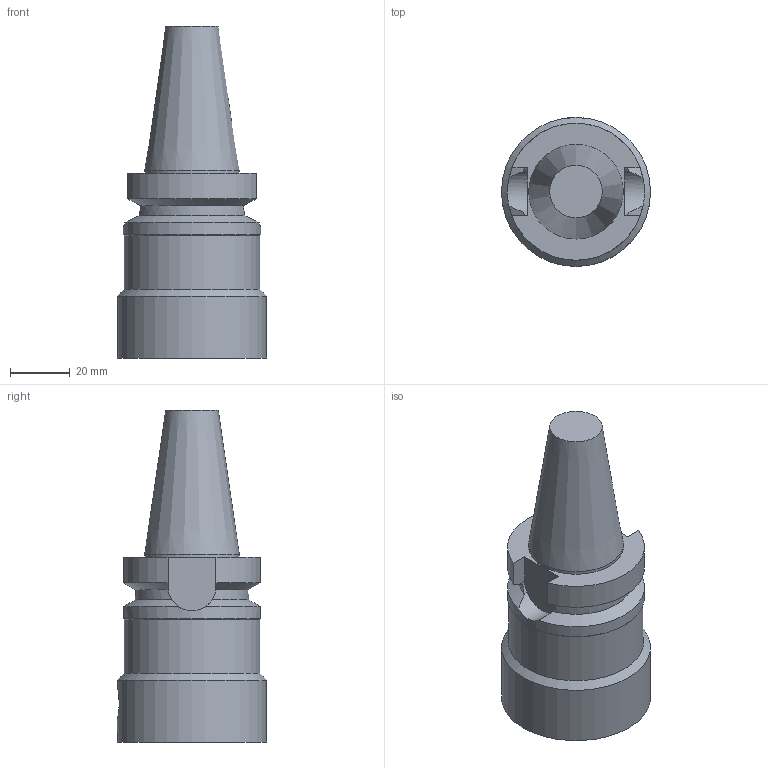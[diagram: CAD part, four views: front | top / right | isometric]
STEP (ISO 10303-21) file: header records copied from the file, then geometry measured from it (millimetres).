
FILE_DESCRIPTION((''),'1');
FILE_NAME('BBT30-CKB5-63.stp','2022-09-09T00:52:29',(''),(''),'Spatial Interop R21 SP3','Kubotek KeyCreator 2011 V10.0.2 (22737)',' ');
FILE_SCHEMA(('automotive_design'));
Length unit declared in the file: millimetre
Products named in the file (1): 240[2]
Bounding box: 50 x 50 x 111.4 mm (x, y, z)
Volume: 107995 mm3; surface area: 19686.2 mm2
Topology: 1 solids, 1 shells, 30 faces, 73 edges, 47 vertices
Faces by surface type: cylinder 12, plane 11, cone 7
Full cylindrical faces by diameter (mm): 10.3 x1, 28 x1, 31.75 x1, 45.4 x1, 46 x1, 50 x1
Entity records: 1638 total; most frequent: CARTESIAN_POINT 314, DIRECTION 126, PRESENTATION_STYLE_ASSIGNMENT 123, COLOUR_RGB 123, ORIENTED_EDGE 122, STYLED_ITEM 92, CURVE_STYLE 92, DRAUGHTING_PRE_DEFINED_CURVE_FONT 92
